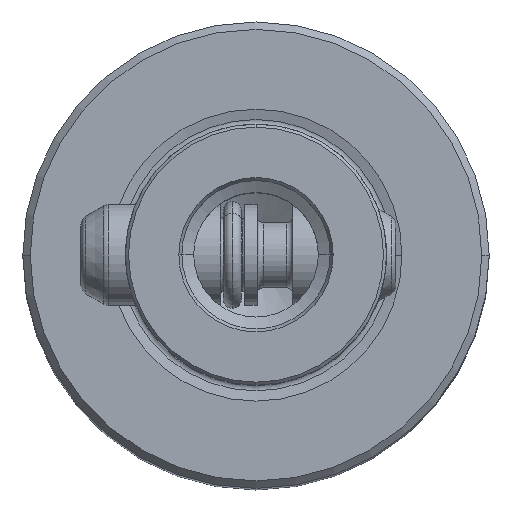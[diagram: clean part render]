
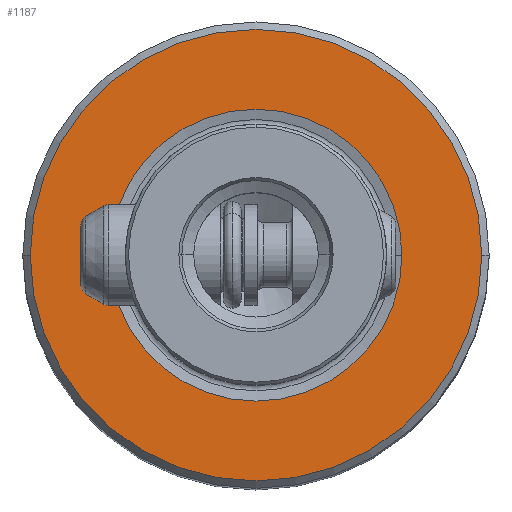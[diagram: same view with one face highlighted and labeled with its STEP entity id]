
A CAD part, top view. The second image highlights one B-rep face of the part: STEP entity #1187.
In plain terms, the highlighted planar face has unit normal (0, 0, 1).
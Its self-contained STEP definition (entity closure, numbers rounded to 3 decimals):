
#453=EDGE_CURVE('NONE',#493,#951,#1259,.T.);
#483=VERTEX_POINT('NONE',#1293);
#485=EDGE_CURVE('NONE',#483,#607,#1295,.T.);
#493=VERTEX_POINT('NONE',#1303);
#607=VERTEX_POINT('NONE',#1429);
#951=VERTEX_POINT('NONE',#1823);
#965=EDGE_CURVE('NONE',#951,#493,#1837,.T.);
#1187=ADVANCED_FACE('NONE',(#2084,#2085),#2086,.T.);
#1201=EDGE_CURVE('NONE',#607,#483,#2100,.T.);
#1259=CIRCLE('',#2165,19.025);
#1293=CARTESIAN_POINT('',(-12.299,0.,0.0));
#1295=CIRCLE('',#2215,12.299);
#1303=CARTESIAN_POINT('',(19.025,0.,0.0));
#1429=CARTESIAN_POINT('',(12.299,0.,0.0));
#1823=CARTESIAN_POINT('',(-19.025,0.,0.0));
#1837=CIRCLE('',#3245,19.025);
#2084=FACE_OUTER_BOUND('',#3642,.T.);
#2085=FACE_BOUND('',#3643,.T.);
#2086=PLANE('',#3644);
#2100=CIRCLE('',#3666,12.299);
#2165=AXIS2_PLACEMENT_3D('',#3713,#3714,#3715);
#2215=AXIS2_PLACEMENT_3D('',#3759,#3760,#3761);
#3245=AXIS2_PLACEMENT_3D('',#4472,#4473,#4474);
#3642=EDGE_LOOP('',(#4790,#4791));
#3643=EDGE_LOOP('',(#4792,#4793));
#3644=AXIS2_PLACEMENT_3D('',#4794,#4795,#4796);
#3666=AXIS2_PLACEMENT_3D('',#4808,#4809,#4810);
#3713=CARTESIAN_POINT('',(0.0,0.0,0.0));
#3714=DIRECTION('',(0.0,0.0,-1.0));
#3715=DIRECTION('',(0.0,1.0,0.0));
#3759=CARTESIAN_POINT('',(0.0,0.0,0.0));
#3760=DIRECTION('',(0.0,-0.0,1.0));
#3761=DIRECTION('',(0.0,1.0,0.0));
#4472=CARTESIAN_POINT('',(0.0,0.0,0.0));
#4473=DIRECTION('',(0.0,0.0,-1.0));
#4474=DIRECTION('',(0.0,1.0,0.0));
#4790=ORIENTED_EDGE('',*,*,#965,.F.);
#4791=ORIENTED_EDGE('',*,*,#453,.F.);
#4792=ORIENTED_EDGE('',*,*,#1201,.F.);
#4793=ORIENTED_EDGE('',*,*,#485,.F.);
#4794=CARTESIAN_POINT('',(-11.0,0.0,0.0));
#4795=DIRECTION('',(-0.0,0.0,1.0));
#4796=DIRECTION('',(0.0,1.0,0.0));
#4808=CARTESIAN_POINT('',(0.0,0.0,0.0));
#4809=DIRECTION('',(0.0,-0.0,1.0));
#4810=DIRECTION('',(0.0,1.0,0.0));
